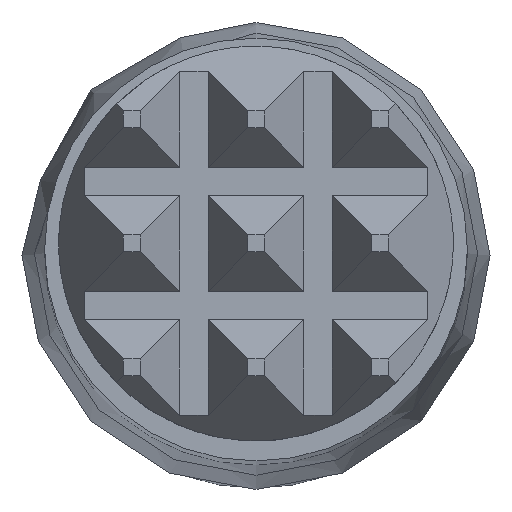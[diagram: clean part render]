
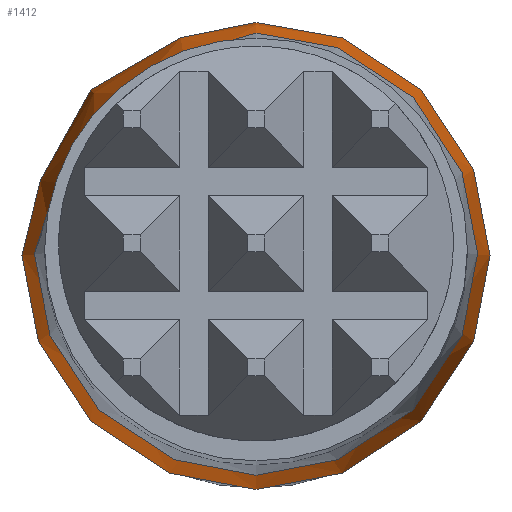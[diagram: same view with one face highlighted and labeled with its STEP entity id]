
A CAD part, top view. The second image highlights one B-rep face of the part: STEP entity #1412.
In plain terms, the highlighted free-form (B-spline) face has degree [2, 2] with [3, 9] control points.
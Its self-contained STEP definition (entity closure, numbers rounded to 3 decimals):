
#366=(
BOUNDED_CURVE()
B_SPLINE_CURVE(2,(#2159,#2160,#2161),.UNSPECIFIED.,.F.,.F.)
B_SPLINE_CURVE_WITH_KNOTS((3,3),(-0.274,0.274),
 .UNSPECIFIED.)
CURVE()
GEOMETRIC_REPRESENTATION_ITEM()
RATIONAL_B_SPLINE_CURVE((1.,0.963,1.))
REPRESENTATION_ITEM($)
);
#370=(
BOUNDED_SURFACE()
B_SPLINE_SURFACE(2,2,((#2131,#2132,#2133,#2134,#2135,#2136,#2137,#2138,
#2139),(#2140,#2141,#2142,#2143,#2144,#2145,#2146,#2147,#2148),(#2149,#2150,
#2151,#2152,#2153,#2154,#2155,#2156,#2157)),.UNSPECIFIED.,.F.,.T.,.F.)
B_SPLINE_SURFACE_WITH_KNOTS((3,3),(3,2,2,2,3),(-0.274,0.274),
(-3.142,-1.571,0.,1.571,3.142),
 .UNSPECIFIED.)
GEOMETRIC_REPRESENTATION_ITEM()
RATIONAL_B_SPLINE_SURFACE(((1.,0.707,1.,0.707,1.,
0.707,1.,0.707,1.),(0.963,0.681,
0.963,0.681,0.963,0.681,
0.963,0.681,0.963),(1.,0.707,
1.,0.707,1.,0.707,1.,0.707,1.)))
REPRESENTATION_ITEM($)
SURFACE()
);
#408=FACE_OUTER_BOUND($,#501,.T.);
#501=EDGE_LOOP($,(#1017,#1018,#1019,#1020,#1021,#1022));
#614=CIRCLE($,#1519,0.476);
#615=CIRCLE($,#1520,0.476);
#616=CIRCLE($,#1521,0.476);
#617=CIRCLE($,#1522,0.476);
#665=VERTEX_POINT($,#2127);
#666=VERTEX_POINT($,#2128);
#667=VERTEX_POINT($,#2158);
#668=VERTEX_POINT($,#2162);
#806=EDGE_CURVE($,#665,#666,#614,.T.);
#807=EDGE_CURVE($,#666,#665,#615,.T.);
#808=EDGE_CURVE($,#666,#667,#366,.T.);
#809=EDGE_CURVE($,#667,#668,#616,.T.);
#810=EDGE_CURVE($,#668,#667,#617,.T.);
#1017=ORIENTED_EDGE($,*,*,#806,.F.);
#1018=ORIENTED_EDGE($,*,*,#807,.F.);
#1019=ORIENTED_EDGE($,*,*,#808,.T.);
#1020=ORIENTED_EDGE($,*,*,#809,.T.);
#1021=ORIENTED_EDGE($,*,*,#810,.T.);
#1022=ORIENTED_EDGE($,*,*,#808,.F.);
#1412=ADVANCED_FACE($,(#408),#370,.F.);
#1519=AXIS2_PLACEMENT_3D($,#2129,#1668,#1669);
#1520=AXIS2_PLACEMENT_3D($,#2130,#1670,#1671);
#1521=AXIS2_PLACEMENT_3D($,#2163,#1672,#1673);
#1522=AXIS2_PLACEMENT_3D($,#2164,#1674,#1675);
#1668=DIRECTION('center_axis',(0.,0.,
1.));
#1669=DIRECTION('ref_axis',(0.,-1.,0.));
#1670=DIRECTION('center_axis',(0.,0.,
1.));
#1671=DIRECTION('ref_axis',(0.,-1.,0.));
#1672=DIRECTION('center_axis',(0.,0.,
1.));
#1673=DIRECTION('ref_axis',(0.,-1.,0.));
#1674=DIRECTION('center_axis',(0.,0.,
1.));
#1675=DIRECTION('ref_axis',(0.,-1.,0.));
#2127=CARTESIAN_POINT('',(0.,-0.476,-0.432));
#2128=CARTESIAN_POINT('',(0.,0.476,-0.432));
#2129=CARTESIAN_POINT('Origin',(0.,0.,
-0.432));
#2130=CARTESIAN_POINT('Origin',(0.,0.,
-0.432));
#2131=CARTESIAN_POINT('Ctrl Pts',(0.,0.476,
-1.168));
#2132=CARTESIAN_POINT('Ctrl Pts',(-0.476,0.476,-1.168));
#2133=CARTESIAN_POINT('Ctrl Pts',(-0.476,0.,
-1.168));
#2134=CARTESIAN_POINT('Ctrl Pts',(-0.476,-0.476,
-1.168));
#2135=CARTESIAN_POINT('Ctrl Pts',(0.,-0.476,
-1.168));
#2136=CARTESIAN_POINT('Ctrl Pts',(0.476,-0.476,
-1.168));
#2137=CARTESIAN_POINT('Ctrl Pts',(0.476,0.,
-1.168));
#2138=CARTESIAN_POINT('Ctrl Pts',(0.476,0.476,-1.168));
#2139=CARTESIAN_POINT('Ctrl Pts',(0.,0.476,
-1.168));
#2140=CARTESIAN_POINT('Ctrl Pts',(0.,0.58,
-0.8));
#2141=CARTESIAN_POINT('Ctrl Pts',(-0.58,0.58,
-0.8));
#2142=CARTESIAN_POINT('Ctrl Pts',(-0.58,0.,
-0.8));
#2143=CARTESIAN_POINT('Ctrl Pts',(-0.58,-0.58,
-0.8));
#2144=CARTESIAN_POINT('Ctrl Pts',(0.,-0.58,
-0.8));
#2145=CARTESIAN_POINT('Ctrl Pts',(0.58,-0.58,
-0.8));
#2146=CARTESIAN_POINT('Ctrl Pts',(0.58,0.,
-0.8));
#2147=CARTESIAN_POINT('Ctrl Pts',(0.58,0.58,-0.8));
#2148=CARTESIAN_POINT('Ctrl Pts',(0.,0.58,
-0.8));
#2149=CARTESIAN_POINT('Ctrl Pts',(0.,0.476,
-0.432));
#2150=CARTESIAN_POINT('Ctrl Pts',(-0.476,0.476,-0.432));
#2151=CARTESIAN_POINT('Ctrl Pts',(-0.476,0.,
-0.432));
#2152=CARTESIAN_POINT('Ctrl Pts',(-0.476,-0.476,
-0.432));
#2153=CARTESIAN_POINT('Ctrl Pts',(0.,-0.476,
-0.432));
#2154=CARTESIAN_POINT('Ctrl Pts',(0.476,-0.476,
-0.432));
#2155=CARTESIAN_POINT('Ctrl Pts',(0.476,0.,
-0.432));
#2156=CARTESIAN_POINT('Ctrl Pts',(0.476,0.476,-0.432));
#2157=CARTESIAN_POINT('Ctrl Pts',(0.,0.476,
-0.432));
#2158=CARTESIAN_POINT('',(0.,0.476,-1.168));
#2159=CARTESIAN_POINT('Ctrl Pts',(0.,0.476,
-0.432));
#2160=CARTESIAN_POINT('Ctrl Pts',(0.,0.58,
-0.8));
#2161=CARTESIAN_POINT('Ctrl Pts',(0.,0.476,
-1.168));
#2162=CARTESIAN_POINT('',(0.,-0.476,-1.168));
#2163=CARTESIAN_POINT('Origin',(0.,0.,
-1.168));
#2164=CARTESIAN_POINT('Origin',(0.,0.,
-1.168));
